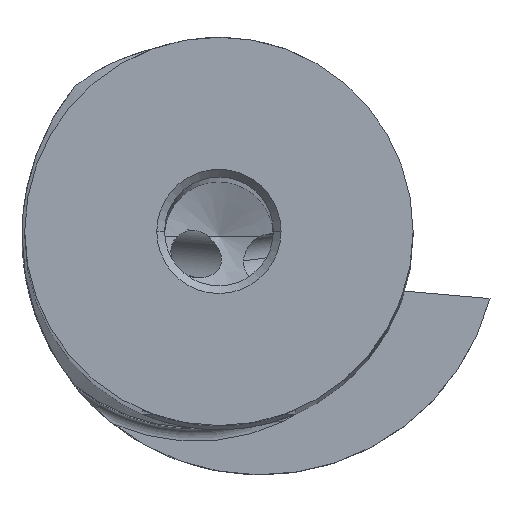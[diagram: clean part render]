
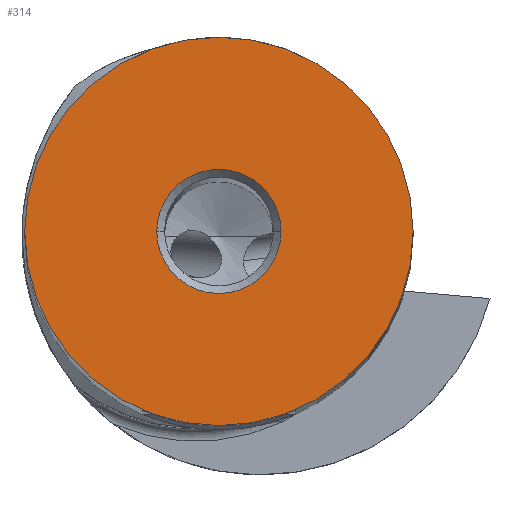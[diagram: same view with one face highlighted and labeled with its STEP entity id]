
A CAD part, top view. The second image highlights one B-rep face of the part: STEP entity #314.
In plain terms, the highlighted planar face has unit normal (0, 0, 1).
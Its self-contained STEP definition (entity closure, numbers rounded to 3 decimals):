
#52=PLANE('',#1345);
#68=FACE_BOUND('',#450,.T.);
#69=FACE_BOUND('',#451,.T.);
#314=ADVANCED_FACE('',(#68,#69),#52,.T.);
#450=EDGE_LOOP('',(#815,#816));
#451=EDGE_LOOP('',(#817,#818));
#508=CIRCLE('',#1340,4.);
#509=CIRCLE('',#1342,12.5);
#510=CIRCLE('',#1343,12.5);
#511=CIRCLE('',#1344,4.);
#815=ORIENTED_EDGE('',*,*,#1157,.F.);
#816=ORIENTED_EDGE('',*,*,#1158,.F.);
#817=ORIENTED_EDGE('',*,*,#1159,.F.);
#818=ORIENTED_EDGE('',*,*,#1156,.F.);
#986=VERTEX_POINT('',#2950);
#987=VERTEX_POINT('',#2952);
#988=VERTEX_POINT('',#2956);
#989=VERTEX_POINT('',#2957);
#1156=EDGE_CURVE('',#987,#986,#508,.T.);
#1157=EDGE_CURVE('',#988,#989,#509,.T.);
#1158=EDGE_CURVE('',#989,#988,#510,.T.);
#1159=EDGE_CURVE('',#986,#987,#511,.T.);
#1340=AXIS2_PLACEMENT_3D('',#2953,#1623,#1624);
#1342=AXIS2_PLACEMENT_3D('',#2955,#1627,#1628);
#1343=AXIS2_PLACEMENT_3D('',#2958,#1629,#1630);
#1344=AXIS2_PLACEMENT_3D('',#2959,#1631,#1632);
#1345=AXIS2_PLACEMENT_3D('',#2960,#1633,#1634);
#1623=DIRECTION('',(0.,0.,1.));
#1624=DIRECTION('',(-1.,0.,0.));
#1627=DIRECTION('',(0.,0.,-1.));
#1628=DIRECTION('',(1.,0.,0.));
#1629=DIRECTION('',(0.,0.,-1.));
#1630=DIRECTION('',(-1.,0.,0.));
#1631=DIRECTION('',(0.,0.,1.));
#1632=DIRECTION('',(1.,0.,0.));
#1633=DIRECTION('',(0.,0.,1.));
#1634=DIRECTION('',(-1.,0.,0.));
#2950=CARTESIAN_POINT('',(4.,0.,0.));
#2952=CARTESIAN_POINT('',(-4.,0.,0.));
#2953=CARTESIAN_POINT('',(0.,0.,0.));
#2955=CARTESIAN_POINT('',(0.,0.,0.));
#2956=CARTESIAN_POINT('',(12.5,0.,0.));
#2957=CARTESIAN_POINT('',(-12.5,0.,0.));
#2958=CARTESIAN_POINT('',(0.,0.,0.));
#2959=CARTESIAN_POINT('',(0.,0.,0.));
#2960=CARTESIAN_POINT('',(0.,0.,0.));
